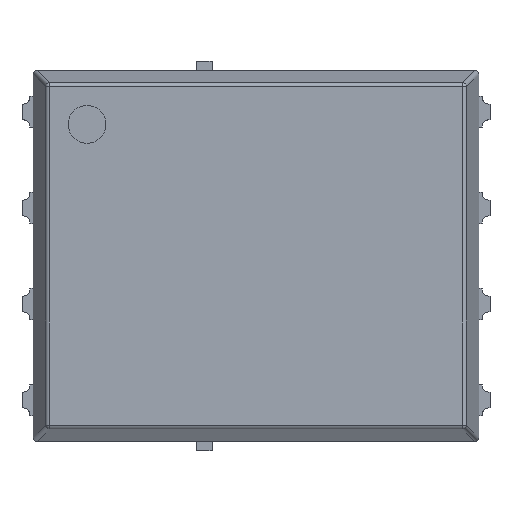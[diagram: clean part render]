
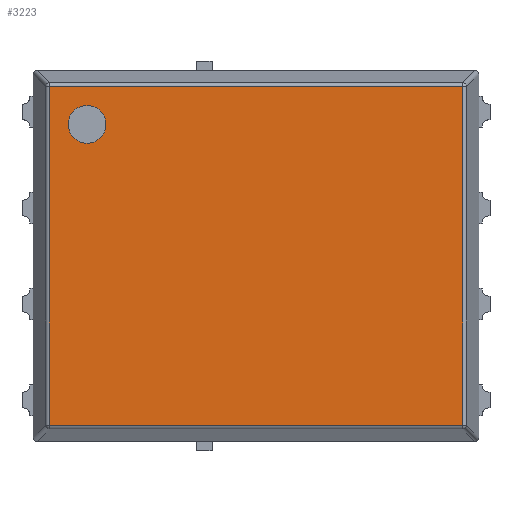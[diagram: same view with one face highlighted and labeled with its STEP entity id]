
A CAD part, top view. The second image highlights one B-rep face of the part: STEP entity #3223.
In plain terms, the highlighted planar face has unit normal (0, 0, 1).
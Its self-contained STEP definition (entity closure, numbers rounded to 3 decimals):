
#91=LINE('',#4741,#477);
#97=LINE('',#4760,#483);
#99=LINE('',#4763,#485);
#103=LINE('',#4769,#489);
#477=VECTOR('',#3822,5.469);
#483=VECTOR('',#3844,5.469);
#485=VECTOR('',#3848,4.479);
#489=VECTOR('',#3856,4.479);
#813=PLANE('',#3453);
#926=FACE_BOUND('',#1141,.T.);
#969=FACE_OUTER_BOUND('',#1140,.T.);
#1140=EDGE_LOOP('',(#2340,#2341,#2342,#2343));
#1141=EDGE_LOOP('',(#2344));
#1270=CIRCLE('',#3355,0.25);
#1348=VERTEX_POINT('',#4525);
#1425=VERTEX_POINT('',#4719);
#1428=VERTEX_POINT('',#4726);
#1431=VERTEX_POINT('',#4733);
#1435=VERTEX_POINT('',#4747);
#1658=EDGE_CURVE('',#1348,#1348,#1270,.T.);
#1763=EDGE_CURVE('',#1431,#1425,#91,.T.);
#1773=EDGE_CURVE('',#1428,#1435,#97,.T.);
#1775=EDGE_CURVE('',#1435,#1431,#99,.T.);
#1779=EDGE_CURVE('',#1425,#1428,#103,.T.);
#2340=ORIENTED_EDGE('',*,*,#1773,.F.);
#2341=ORIENTED_EDGE('',*,*,#1779,.F.);
#2342=ORIENTED_EDGE('',*,*,#1763,.F.);
#2343=ORIENTED_EDGE('',*,*,#1775,.F.);
#2344=ORIENTED_EDGE('',*,*,#1658,.T.);
#3223=ADVANCED_FACE('',(#969,#926),#813,.T.);
#3355=AXIS2_PLACEMENT_3D('',#4526,#3619,#3620);
#3453=AXIS2_PLACEMENT_3D('',#4815,#3903,#3904);
#3619=DIRECTION('center_axis',(0.,0.,-1.));
#3620=DIRECTION('ref_axis',(0.,-1.,0.));
#3822=DIRECTION('',(-1.,0.,0.));
#3844=DIRECTION('',(1.,0.,0.));
#3848=DIRECTION('',(0.,-1.,0.));
#3856=DIRECTION('',(0.,1.,0.));
#3903=DIRECTION('center_axis',(0.,0.,1.));
#3904=DIRECTION('ref_axis',(1.,0.,0.));
#4525=CARTESIAN_POINT('',(-2.234,1.989,1.09));
#4526=CARTESIAN_POINT('Origin',(-2.234,1.739,1.09));
#4719=CARTESIAN_POINT('',(-2.734,-2.239,1.09));
#4726=CARTESIAN_POINT('',(-2.734,2.239,1.09));
#4733=CARTESIAN_POINT('',(2.734,-2.239,1.09));
#4741=CARTESIAN_POINT('',(-0.736,-2.239,1.09));
#4747=CARTESIAN_POINT('',(2.734,2.239,1.09));
#4760=CARTESIAN_POINT('',(0.736,2.239,1.09));
#4763=CARTESIAN_POINT('',(2.734,-0.613,1.09));
#4769=CARTESIAN_POINT('',(-2.734,0.613,1.09));
#4815=CARTESIAN_POINT('Origin',(0.,0.,
1.09));
